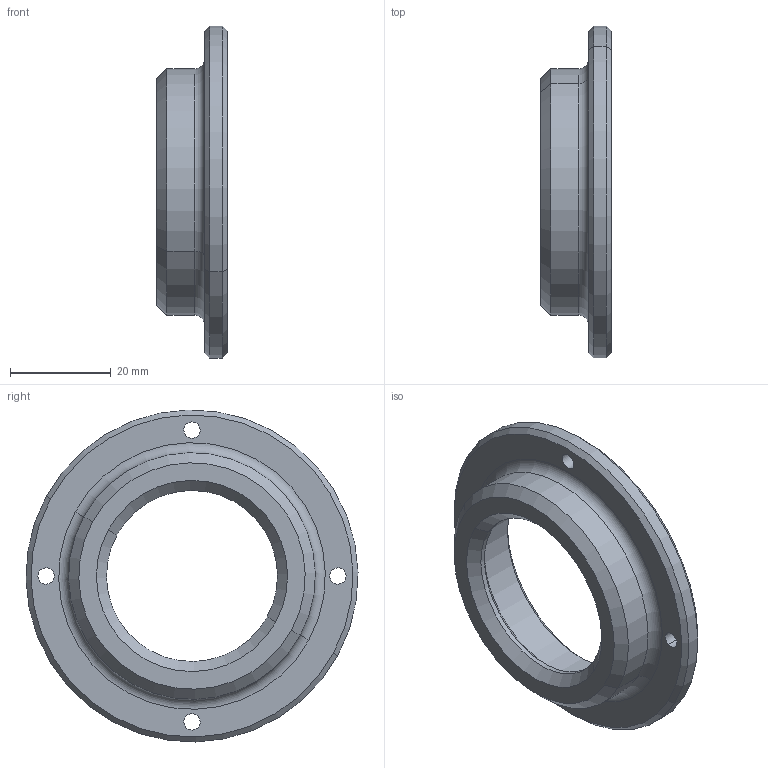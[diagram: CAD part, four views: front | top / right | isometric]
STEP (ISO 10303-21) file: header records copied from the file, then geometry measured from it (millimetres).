
FILE_DESCRIPTION(('CATIA V5 STEP Exchange'),'2;1');
FILE_NAME('platine inf alu 208 F2013.stp','2019-09-15T16:05:07+00:00',('none'),('none'),'CATIA Version 5 Release 18 GA (IN-10)','CATIA V5 STEP AP203','none');
FILE_SCHEMA(('CONFIG_CONTROL_DESIGN'));
Length unit declared in the file: millimetre
Products named in the file (1): platine inf alu 208 F2013
Bounding box: 14 x 65.98 x 65.98 mm (x, y, z)
Volume: 15616.1 mm3; surface area: 8426.7 mm2
Topology: 1 solids, 1 shells, 36 faces, 80 edges, 48 vertices
Faces by surface type: cylinder 16, cone 12, plane 4, torus 4
Entity records: 968 total; most frequent: ORIENTED_EDGE 160, CARTESIAN_POINT 155, DIRECTION 132, EDGE_CURVE 80, AXIS2_PLACEMENT_3D 79, CIRCLE 52, EDGE_LOOP 48, VERTEX_POINT 48
